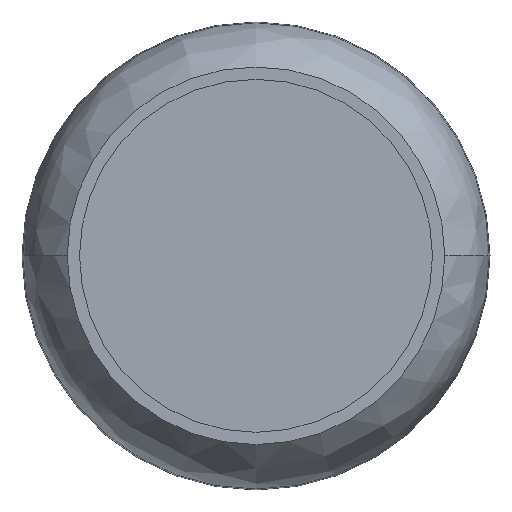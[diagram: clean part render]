
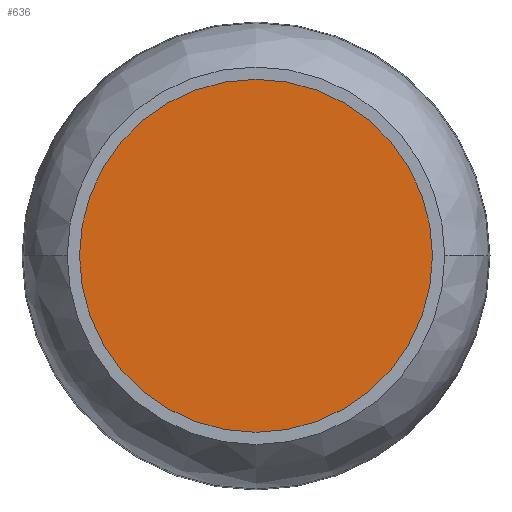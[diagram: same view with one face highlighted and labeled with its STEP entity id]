
A CAD part, top view. The second image highlights one B-rep face of the part: STEP entity #636.
In plain terms, the highlighted planar face has unit normal (0, 0, 1).
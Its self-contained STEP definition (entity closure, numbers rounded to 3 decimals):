
#9 = CARTESIAN_POINT ( 'NONE',  ( 0., 0., 29. ) ) ;
#37 = CIRCLE ( 'NONE', #819, 11.2 ) ;
#83 = DIRECTION ( 'NONE',  ( 0., 0., 1. ) ) ;
#127 = CARTESIAN_POINT ( 'NONE',  ( -11.2, 0., 29. ) ) ;
#150 = EDGE_LOOP ( 'NONE', ( #453, #257 ) ) ;
#257 = ORIENTED_EDGE ( 'NONE', *, *, #815, .T. ) ;
#406 = CARTESIAN_POINT ( 'NONE',  ( 0., 0., 29. ) ) ;
#412 = FACE_OUTER_BOUND ( 'NONE', #150, .T. ) ;
#415 = DIRECTION ( 'NONE',  ( -1., 0., 0. ) ) ;
#453 = ORIENTED_EDGE ( 'NONE', *, *, #766, .T. ) ;
#636 = ADVANCED_FACE ( 'NONE', ( #412 ), #692, .T. ) ;
#692 = PLANE ( 'NONE',  #1304 ) ;
#766 = EDGE_CURVE ( 'NONE', #1016, #779, #37, .T. ) ;
#779 = VERTEX_POINT ( 'NONE', #1235 ) ;
#815 = EDGE_CURVE ( 'NONE', #779, #1016, #1089, .T. ) ;
#819 = AXIS2_PLACEMENT_3D ( 'NONE', #9, #926, #936 ) ;
#924 = AXIS2_PLACEMENT_3D ( 'NONE', #406, #1041, #415 ) ;
#926 = DIRECTION ( 'NONE',  ( 0., 0., 1. ) ) ;
#936 = DIRECTION ( 'NONE',  ( -1., 0., 0. ) ) ;
#1001 = DIRECTION ( 'NONE',  ( 1., 0., 0. ) ) ;
#1016 = VERTEX_POINT ( 'NONE', #127 ) ;
#1041 = DIRECTION ( 'NONE',  ( 0., 0., 1. ) ) ;
#1089 = CIRCLE ( 'NONE', #924, 11.2 ) ;
#1235 = CARTESIAN_POINT ( 'NONE',  ( 11.2, 0., 29. ) ) ;
#1304 = AXIS2_PLACEMENT_3D ( 'NONE', #1306, #83, #1001 ) ;
#1306 = CARTESIAN_POINT ( 'NONE',  ( 0., 5.6, 29. ) ) ;
